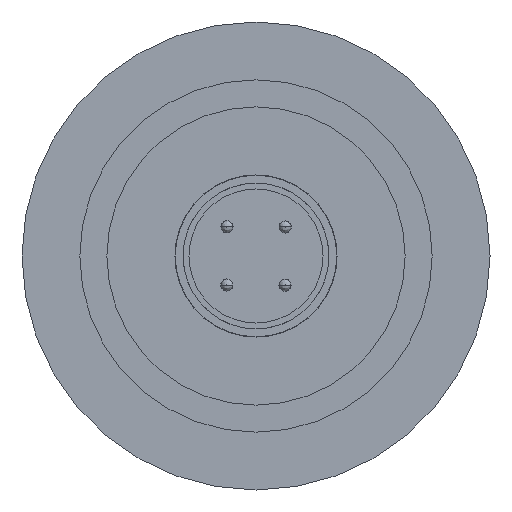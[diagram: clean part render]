
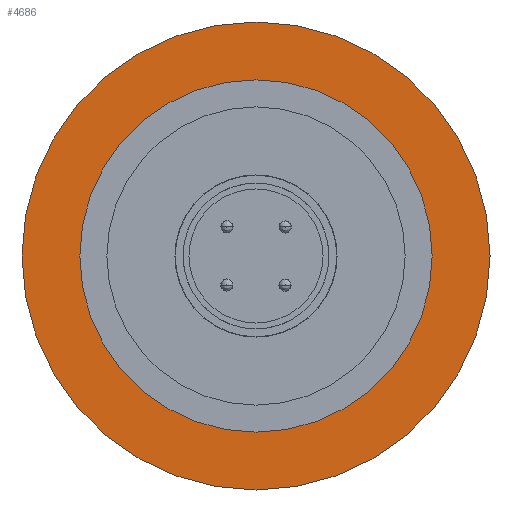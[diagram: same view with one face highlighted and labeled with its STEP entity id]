
A CAD part, left-side view. The second image highlights one B-rep face of the part: STEP entity #4686.
In plain terms, the highlighted planar face has unit normal (-1, 0, 0).
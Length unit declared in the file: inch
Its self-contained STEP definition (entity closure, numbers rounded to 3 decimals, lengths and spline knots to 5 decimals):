
#62 = CARTESIAN_POINT ( 'NONE',  ( 0.5, 0., 1.0825 ) ) ;
#90 = CARTESIAN_POINT ( 'NONE',  ( 0.5, 0., 0.815 ) ) ;
#866 = ORIENTED_EDGE ( 'NONE', *, *, #1877, .T. ) ;
#867 = ORIENTED_EDGE ( 'NONE', *, *, #1869, .T. ) ;
#868 = ORIENTED_EDGE ( 'NONE', *, *, #1874, .F. ) ;
#869 = ORIENTED_EDGE ( 'NONE', *, *, #1902, .F. ) ;
#1101 = EDGE_LOOP ( 'NONE', ( #868, #869 ) ) ;
#1107 = EDGE_LOOP ( 'NONE', ( #866, #867 ) ) ;
#1398 = AXIS2_PLACEMENT_3D ( 'NONE', #4476, #4466, #4465 ) ;
#1830 = AXIS2_PLACEMENT_3D ( 'NONE', #2415, #2412, #2411 ) ;
#1869 = EDGE_CURVE ( 'NONE', #5781, #5672, #5482, .T. ) ;
#1874 = EDGE_CURVE ( 'NONE', #3981, #5800, #5481, .T. ) ;
#1877 = EDGE_CURVE ( 'NONE', #5672, #5781, #5474, .T. ) ;
#1902 = EDGE_CURVE ( 'NONE', #5800, #3981, #5444, .T. ) ;
#2411 = DIRECTION ( 'NONE',  ( 0., 0., -1. ) ) ;
#2412 = DIRECTION ( 'NONE',  ( 1., 0., 0. ) ) ;
#2415 = CARTESIAN_POINT ( 'NONE',  ( 0.5, 0., 0. ) ) ;
#2535 = DIRECTION ( 'NONE',  ( 0., 0., -1. ) ) ;
#2536 = DIRECTION ( 'NONE',  ( 1., 0., 0. ) ) ;
#2538 = CARTESIAN_POINT ( 'NONE',  ( 0.5, 0., 0. ) ) ;
#2544 = DIRECTION ( 'NONE',  ( 0., 0., -1. ) ) ;
#2546 = DIRECTION ( 'NONE',  ( 1., 0., 0. ) ) ;
#2547 = CARTESIAN_POINT ( 'NONE',  ( 0.5, 0., 0. ) ) ;
#2579 = DIRECTION ( 'NONE',  ( 0., 0., -1. ) ) ;
#2583 = DIRECTION ( 'NONE',  ( 1., 0., 0. ) ) ;
#2588 = CARTESIAN_POINT ( 'NONE',  ( 0.5, 0., 0. ) ) ;
#3092 = CARTESIAN_POINT ( 'NONE',  ( 0.5, 0., -1.0825 ) ) ;
#3981 = VERTEX_POINT ( 'NONE', #3092 ) ;
#4158 = AXIS2_PLACEMENT_3D ( 'NONE', #2538, #2536, #2535 ) ;
#4160 = AXIS2_PLACEMENT_3D ( 'NONE', #2547, #2546, #2544 ) ;
#4165 = AXIS2_PLACEMENT_3D ( 'NONE', #2588, #2583, #2579 ) ;
#4465 = DIRECTION ( 'NONE',  ( 0., 0., 1. ) ) ;
#4466 = DIRECTION ( 'NONE',  ( -1., 0., 0. ) ) ;
#4468 = PLANE ( 'NONE',  #1398 ) ;
#4476 = CARTESIAN_POINT ( 'NONE',  ( 0.5, 0., 0. ) ) ;
#4686 = ADVANCED_FACE ( 'NONE', ( #5798, #6192 ), #4468, .T. ) ;
#5444 = CIRCLE ( 'NONE', #1830, 1.0825 ) ;
#5474 = CIRCLE ( 'NONE', #4158, 0.815 ) ;
#5481 = CIRCLE ( 'NONE', #4160, 1.0825 ) ;
#5482 = CIRCLE ( 'NONE', #4165, 0.815 ) ;
#5672 = VERTEX_POINT ( 'NONE', #6073 ) ;
#5781 = VERTEX_POINT ( 'NONE', #90 ) ;
#5798 = FACE_BOUND ( 'NONE', #1107, .T. ) ;
#5800 = VERTEX_POINT ( 'NONE', #62 ) ;
#6073 = CARTESIAN_POINT ( 'NONE',  ( 0.5, 0., -0.815 ) ) ;
#6192 = FACE_OUTER_BOUND ( 'NONE', #1101, .T. ) ;
